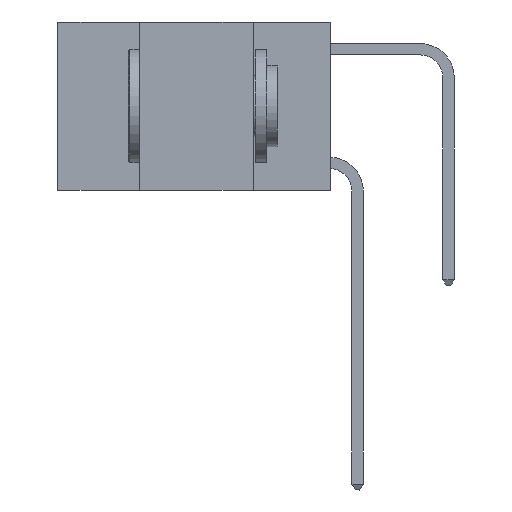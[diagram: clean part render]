
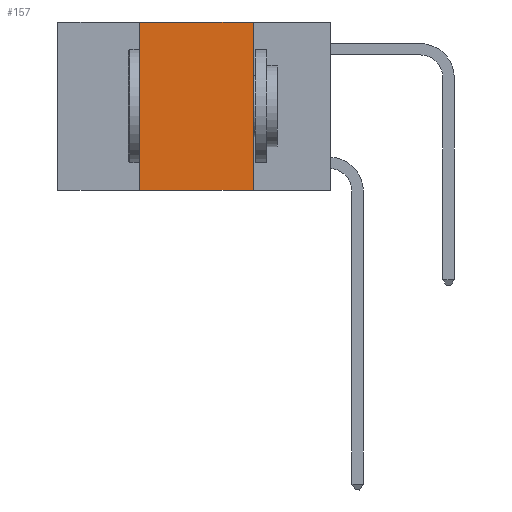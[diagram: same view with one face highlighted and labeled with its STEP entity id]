
A CAD part, left-side view. The second image highlights one B-rep face of the part: STEP entity #157.
In plain terms, the highlighted planar face has unit normal (-1, 0, 0).
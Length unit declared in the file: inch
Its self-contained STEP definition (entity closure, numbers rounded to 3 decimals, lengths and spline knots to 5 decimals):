
#154 = CARTESIAN_POINT ( 'NONE',  ( 0., 0.17, 0. ) ) ;
#157 = ADVANCED_FACE ( 'NONE', ( #6612 ), #11056, .F. ) ;
#1871 = ORIENTED_EDGE ( 'NONE', *, *, #7264, .F. ) ;
#2115 = DIRECTION ( 'NONE',  ( 0., -1., 0. ) ) ;
#2241 = ORIENTED_EDGE ( 'NONE', *, *, #12052, .T. ) ;
#2649 = CARTESIAN_POINT ( 'NONE',  ( 0., 0.42, -0.37 ) ) ;
#2654 = LINE ( 'NONE', #3327, #8243 ) ;
#2853 = VERTEX_POINT ( 'NONE', #12871 ) ;
#3327 = CARTESIAN_POINT ( 'NONE',  ( 0., 0.17, 0. ) ) ;
#3714 = DIRECTION ( 'NONE',  ( 0., -1., 0. ) ) ;
#4408 = DIRECTION ( 'NONE',  ( 0., 0., -1. ) ) ;
#4534 = CARTESIAN_POINT ( 'NONE',  ( 0., 0.17, -0.37 ) ) ;
#5378 = DIRECTION ( 'NONE',  ( 0., 0., 1. ) ) ;
#6016 = VECTOR ( 'NONE', #5378, 39.37008 ) ;
#6612 = FACE_OUTER_BOUND ( 'NONE', #6642, .T. ) ;
#6642 = EDGE_LOOP ( 'NONE', ( #12833, #7516, #1871, #2241 ) ) ;
#7264 = EDGE_CURVE ( 'NONE', #8185, #2853, #8943, .T. ) ;
#7492 = VECTOR ( 'NONE', #3714, 39.37008 ) ;
#7516 = ORIENTED_EDGE ( 'NONE', *, *, #11108, .F. ) ;
#7663 = VECTOR ( 'NONE', #2115, 39.37008 ) ;
#7820 = LINE ( 'NONE', #8209, #7492 ) ;
#8185 = VERTEX_POINT ( 'NONE', #2649 ) ;
#8209 = CARTESIAN_POINT ( 'NONE',  ( 0., 0.6, -0.37 ) ) ;
#8243 = VECTOR ( 'NONE', #4408, 39.37008 ) ;
#8441 = CARTESIAN_POINT ( 'NONE',  ( 0., 0.6, 0. ) ) ;
#8556 = EDGE_CURVE ( 'NONE', #9321, #13845, #2654, .T. ) ;
#8712 = AXIS2_PLACEMENT_3D ( 'NONE', #8441, #9168, #10905 ) ;
#8943 = LINE ( 'NONE', #10838, #6016 ) ;
#9168 = DIRECTION ( 'NONE',  ( 1., 0., 0. ) ) ;
#9321 = VERTEX_POINT ( 'NONE', #154 ) ;
#10140 = LINE ( 'NONE', #11994, #7663 ) ;
#10838 = CARTESIAN_POINT ( 'NONE',  ( 0., 0.42, 0. ) ) ;
#10905 = DIRECTION ( 'NONE',  ( 0., 0., -1. ) ) ;
#11056 = PLANE ( 'NONE',  #8712 ) ;
#11108 = EDGE_CURVE ( 'NONE', #2853, #9321, #10140, .T. ) ;
#11994 = CARTESIAN_POINT ( 'NONE',  ( 0., 0.6, 0. ) ) ;
#12052 = EDGE_CURVE ( 'NONE', #8185, #13845, #7820, .T. ) ;
#12833 = ORIENTED_EDGE ( 'NONE', *, *, #8556, .F. ) ;
#12871 = CARTESIAN_POINT ( 'NONE',  ( 0., 0.42, 0. ) ) ;
#13845 = VERTEX_POINT ( 'NONE', #4534 ) ;
